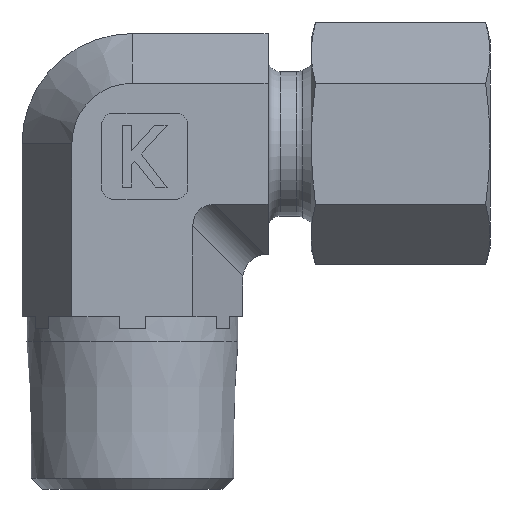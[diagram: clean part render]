
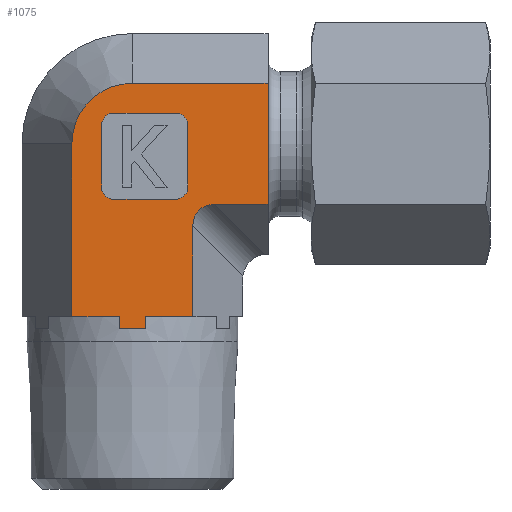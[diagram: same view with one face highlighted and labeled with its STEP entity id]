
A CAD part, left-side view. The second image highlights one B-rep face of the part: STEP entity #1075.
In plain terms, the highlighted planar face has unit normal (-1, 0, 0).
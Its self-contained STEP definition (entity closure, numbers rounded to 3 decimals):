
#602=CARTESIAN_POINT('',(-27.685,8.487,1.));
#603=VERTEX_POINT('',#602);
#604=CARTESIAN_POINT('',(-27.685,4.636,1.));
#605=VERTEX_POINT('',#604);
#606=CARTESIAN_POINT('',(-27.685,8.487,1.));
#607=DIRECTION('',(0.0,-1.0,0.0));
#608=VECTOR('',#607,3.85);
#609=LINE('',#606,#608);
#610=EDGE_CURVE('',#603,#605,#609,.T.);
#670=CARTESIAN_POINT('',(-27.685,14.451,1.));
#671=VERTEX_POINT('',#670);
#678=CARTESIAN_POINT('',(-27.685,10.601,1.));
#679=VERTEX_POINT('',#678);
#687=CARTESIAN_POINT('',(-27.685,14.451,1.));
#688=DIRECTION('',(0.0,-1.0,0.0));
#689=VECTOR('',#688,3.85);
#690=LINE('',#687,#689);
#691=EDGE_CURVE('',#671,#679,#690,.T.);
#819=CARTESIAN_POINT('',(-27.685,8.487,0.0));
#820=VERTEX_POINT('',#819);
#821=CARTESIAN_POINT('',(-27.685,8.487,0.0));
#822=DIRECTION('',(0.0,0.0,1.0));
#823=VECTOR('',#822,1.);
#824=LINE('',#821,#823);
#825=EDGE_CURVE('',#820,#603,#824,.T.);
#827=CARTESIAN_POINT('',(-27.685,10.601,0.0));
#828=VERTEX_POINT('',#827);
#836=CARTESIAN_POINT('',(-27.685,10.601,1.));
#837=DIRECTION('',(0.0,0.0,-1.0));
#838=VECTOR('',#837,1.);
#839=LINE('',#836,#838);
#840=EDGE_CURVE('',#679,#828,#839,.T.);
#898=CARTESIAN_POINT('',(-27.685,10.601,0.0));
#899=DIRECTION('',(0.0,-1.0,0.0));
#900=VECTOR('',#899,2.114);
#901=LINE('',#898,#900);
#902=EDGE_CURVE('',#828,#820,#901,.T.);
#937=CARTESIAN_POINT('',(-27.685,4.636,0.0));
#938=DIRECTION('',(-1.0,0.0,0.0));
#939=DIRECTION('',(0.0,0.0,1.0));
#940=AXIS2_PLACEMENT_3D('',#937,#938,#939);
#941=PLANE('',#940);
#942=ORIENTED_EDGE('',*,*,#691,.T.);
#943=ORIENTED_EDGE('',*,*,#840,.T.);
#944=ORIENTED_EDGE('',*,*,#902,.T.);
#945=ORIENTED_EDGE('',*,*,#825,.T.);
#946=ORIENTED_EDGE('',*,*,#610,.T.);
#947=CARTESIAN_POINT('',(-27.685,4.636,8.36));
#948=VERTEX_POINT('',#947);
#949=CARTESIAN_POINT('',(-27.685,4.636,1.));
#950=DIRECTION('',(0.0,0.0,1.0));
#951=VECTOR('',#950,7.36);
#952=LINE('',#949,#951);
#953=EDGE_CURVE('',#605,#948,#952,.T.);
#954=ORIENTED_EDGE('',*,*,#953,.T.);
#955=CARTESIAN_POINT('',(-27.685,2.904,10.093));
#956=VERTEX_POINT('',#955);
#957=CARTESIAN_POINT('',(-27.685,2.327,7.783));
#958=DIRECTION('',(-1.0,0.0,0.0));
#959=DIRECTION('',(0.0,0.707,0.707));
#960=AXIS2_PLACEMENT_3D('',#957,#958,#959);
#961=ELLIPSE('',#960,2.582,2.0);
#962=EDGE_CURVE('',#956,#948,#961,.T.);
#963=ORIENTED_EDGE('',*,*,#962,.F.);
#964=CARTESIAN_POINT('',(-27.685,-1.456,10.093));
#965=VERTEX_POINT('',#964);
#966=CARTESIAN_POINT('',(-27.685,2.904,10.093));
#967=DIRECTION('',(0.0,-1.0,0.0));
#968=VECTOR('',#967,4.36);
#969=LINE('',#966,#968);
#970=EDGE_CURVE('',#956,#965,#969,.T.);
#971=ORIENTED_EDGE('',*,*,#970,.T.);
#972=CARTESIAN_POINT('',(-27.685,-1.456,19.907));
#973=VERTEX_POINT('',#972);
#974=CARTESIAN_POINT('',(-27.685,-1.456,10.093));
#975=DIRECTION('',(0.0,0.0,1.0));
#976=VECTOR('',#975,9.815);
#977=LINE('',#974,#976);
#978=EDGE_CURVE('',#965,#973,#977,.T.);
#979=ORIENTED_EDGE('',*,*,#978,.T.);
#980=CARTESIAN_POINT('',(-27.685,9.544,19.907));
#981=VERTEX_POINT('',#980);
#982=CARTESIAN_POINT('',(-27.685,9.544,19.907));
#983=DIRECTION('',(0.0,-1.0,0.0));
#984=VECTOR('',#983,11.);
#985=LINE('',#982,#984);
#986=EDGE_CURVE('',#981,#973,#985,.T.);
#987=ORIENTED_EDGE('',*,*,#986,.F.);
#988=CARTESIAN_POINT('',(-27.685,14.451,15.));
#989=VERTEX_POINT('',#988);
#990=CARTESIAN_POINT('',(-27.685,9.544,15.));
#991=DIRECTION('',(-1.0,0.0,0.0));
#992=DIRECTION('',(0.0,0.0,1.0));
#993=AXIS2_PLACEMENT_3D('',#990,#991,#992);
#994=CIRCLE('',#993,4.907);
#995=EDGE_CURVE('',#981,#989,#994,.T.);
#996=ORIENTED_EDGE('',*,*,#995,.T.);
#997=CARTESIAN_POINT('',(-27.685,14.451,1.));
#998=DIRECTION('',(0.0,0.0,1.0));
#999=VECTOR('',#998,14.);
#1000=LINE('',#997,#999);
#1001=EDGE_CURVE('',#671,#989,#1000,.T.);
#1002=ORIENTED_EDGE('',*,*,#1001,.F.);
#1003=EDGE_LOOP('',(#942,#943,#944,#945,#946,#954,#963,#971,#979,#987,#996,#1002));
#1004=FACE_OUTER_BOUND('',#1003,.T.);
#1005=CARTESIAN_POINT('',(-27.685,6.044,10.5));
#1006=VERTEX_POINT('',#1005);
#1007=CARTESIAN_POINT('',(-27.685,11.044,10.5));
#1008=VERTEX_POINT('',#1007);
#1009=CARTESIAN_POINT('',(-27.685,6.044,10.5));
#1010=DIRECTION('',(0.0,1.0,0.0));
#1011=VECTOR('',#1010,5.);
#1012=LINE('',#1009,#1011);
#1013=EDGE_CURVE('',#1006,#1008,#1012,.T.);
#1014=ORIENTED_EDGE('',*,*,#1013,.T.);
#1015=CARTESIAN_POINT('',(-27.685,12.044,11.5));
#1016=VERTEX_POINT('',#1015);
#1017=CARTESIAN_POINT('',(-27.685,11.044,11.5));
#1018=DIRECTION('',(-1.0,0.0,0.0));
#1019=DIRECTION('',(0.0,0.707,-0.707));
#1020=AXIS2_PLACEMENT_3D('',#1017,#1018,#1019);
#1021=CIRCLE('',#1020,1.0);
#1022=EDGE_CURVE('',#1016,#1008,#1021,.T.);
#1023=ORIENTED_EDGE('',*,*,#1022,.F.);
#1024=CARTESIAN_POINT('',(-27.685,12.044,16.5));
#1025=VERTEX_POINT('',#1024);
#1026=CARTESIAN_POINT('',(-27.685,12.044,11.5));
#1027=DIRECTION('',(0.0,0.0,1.0));
#1028=VECTOR('',#1027,5.);
#1029=LINE('',#1026,#1028);
#1030=EDGE_CURVE('',#1016,#1025,#1029,.T.);
#1031=ORIENTED_EDGE('',*,*,#1030,.T.);
#1032=CARTESIAN_POINT('',(-27.685,11.044,17.5));
#1033=VERTEX_POINT('',#1032);
#1034=CARTESIAN_POINT('',(-27.685,11.044,16.5));
#1035=DIRECTION('',(-1.0,0.0,0.0));
#1036=DIRECTION('',(0.0,0.707,0.707));
#1037=AXIS2_PLACEMENT_3D('',#1034,#1035,#1036);
#1038=CIRCLE('',#1037,1.0);
#1039=EDGE_CURVE('',#1033,#1025,#1038,.T.);
#1040=ORIENTED_EDGE('',*,*,#1039,.F.);
#1041=CARTESIAN_POINT('',(-27.685,6.044,17.5));
#1042=VERTEX_POINT('',#1041);
#1043=CARTESIAN_POINT('',(-27.685,11.044,17.5));
#1044=DIRECTION('',(0.0,-1.0,0.0));
#1045=VECTOR('',#1044,5.);
#1046=LINE('',#1043,#1045);
#1047=EDGE_CURVE('',#1033,#1042,#1046,.T.);
#1048=ORIENTED_EDGE('',*,*,#1047,.T.);
#1049=CARTESIAN_POINT('',(-27.685,5.044,16.5));
#1050=VERTEX_POINT('',#1049);
#1051=CARTESIAN_POINT('',(-27.685,6.044,16.5));
#1052=DIRECTION('',(-1.0,0.0,0.0));
#1053=DIRECTION('',(0.0,-0.707,0.707));
#1054=AXIS2_PLACEMENT_3D('',#1051,#1052,#1053);
#1055=CIRCLE('',#1054,1.0);
#1056=EDGE_CURVE('',#1050,#1042,#1055,.T.);
#1057=ORIENTED_EDGE('',*,*,#1056,.F.);
#1058=CARTESIAN_POINT('',(-27.685,5.044,11.5));
#1059=VERTEX_POINT('',#1058);
#1060=CARTESIAN_POINT('',(-27.685,5.044,16.5));
#1061=DIRECTION('',(0.0,0.0,-1.0));
#1062=VECTOR('',#1061,5.);
#1063=LINE('',#1060,#1062);
#1064=EDGE_CURVE('',#1050,#1059,#1063,.T.);
#1065=ORIENTED_EDGE('',*,*,#1064,.T.);
#1066=CARTESIAN_POINT('',(-27.685,6.044,11.5));
#1067=DIRECTION('',(-1.0,0.0,0.0));
#1068=DIRECTION('',(0.0,-0.707,-0.707));
#1069=AXIS2_PLACEMENT_3D('',#1066,#1067,#1068);
#1070=CIRCLE('',#1069,1.0);
#1071=EDGE_CURVE('',#1006,#1059,#1070,.T.);
#1072=ORIENTED_EDGE('',*,*,#1071,.F.);
#1073=EDGE_LOOP('',(#1014,#1023,#1031,#1040,#1048,#1057,#1065,#1072));
#1074=FACE_BOUND('',#1073,.T.);
#1075=ADVANCED_FACE('',(#1004,#1074),#941,.T.);
